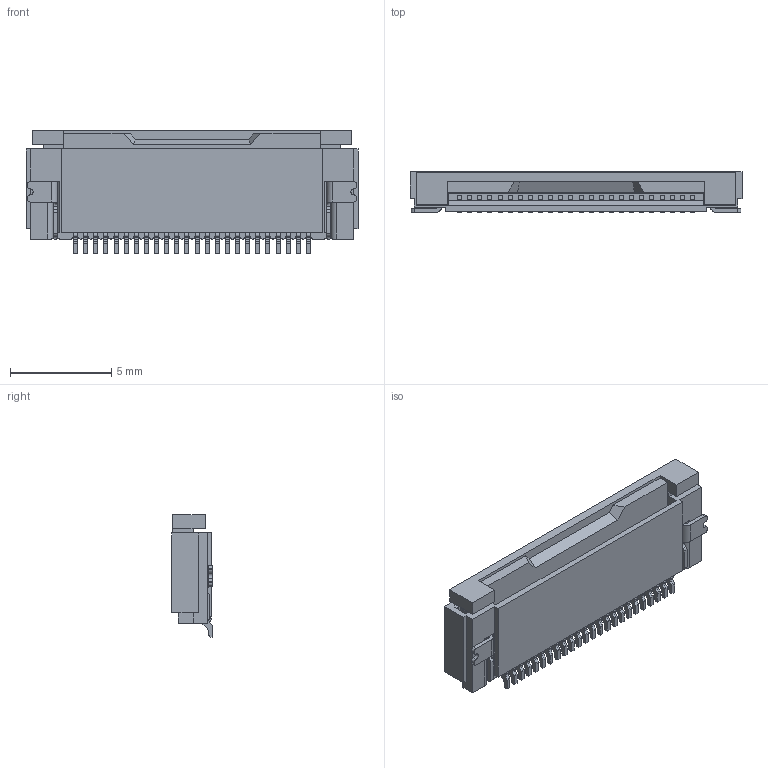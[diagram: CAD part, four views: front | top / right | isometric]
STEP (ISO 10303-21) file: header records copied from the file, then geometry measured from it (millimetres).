
FILE_DESCRIPTION((''),'2;1');
FILE_NAME('PRT0014','2019-01-19T',('Administrator'),(''),'CREO PARAMETRIC BY PTC INC, 2014050','CREO PARAMETRIC BY PTC INC, 2014050','');
FILE_SCHEMA(('CONFIG_CONTROL_DESIGN'));
Length unit declared in the file: millimetre
Products named in the file (1): PRT0014
Bounding box: 16.4 x 2.03 x 6.05 mm (x, y, z)
Volume: 121.9 mm3; surface area: 458.9 mm2
Topology: 1 solids, 1 shells, 1728 faces, 5009 edges, 3314 vertices
Faces by surface type: plane 1208, cylinder 518, bspline 2
Entity records: 56975 total; most frequent: CARTESIAN_POINT 10485, ORIENTED_EDGE 10018, DIRECTION 9477, EDGE_CURVE 5009, VECTOR 3761, LINE 3761, VERTEX_POINT 3314, AXIS2_PLACEMENT_3D 2858
